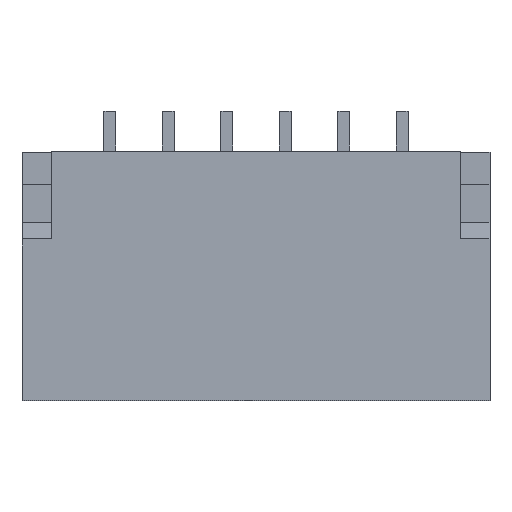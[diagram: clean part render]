
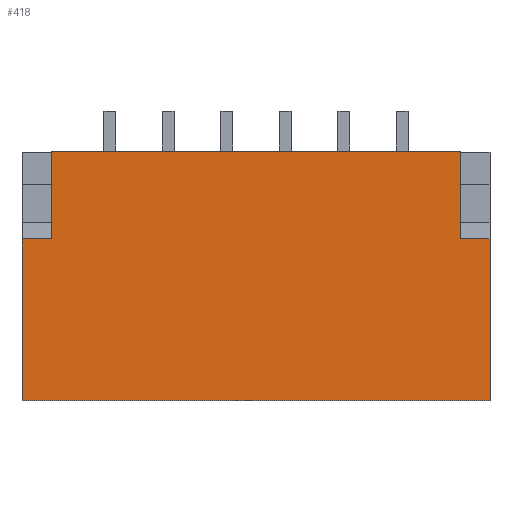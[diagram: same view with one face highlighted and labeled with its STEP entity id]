
A CAD part, top view. The second image highlights one B-rep face of the part: STEP entity #418.
In plain terms, the highlighted planar face has unit normal (0, 0, 1).
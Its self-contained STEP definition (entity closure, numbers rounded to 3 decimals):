
#27=VECTOR('',#28,1.);
#28=DIRECTION('',(0.,-1.,0.));
#35=DIRECTION('',(0.,0.,1.));
#53=VERTEX_POINT('',#54);
#54=CARTESIAN_POINT('',(-4.,0.286,2.96));
#58=ORIENTED_EDGE('',*,*,#59,.T.);
#59=EDGE_CURVE('',#53,#60,#62,.T.);
#60=VERTEX_POINT('',#61);
#61=CARTESIAN_POINT('',(-4.,-2.475,2.96));
#62=LINE('',#63,#27);
#63=CARTESIAN_POINT('',(-4.,1.775,2.96));
#75=VECTOR('',#76,1.);
#76=DIRECTION('',(0.,1.,0.));
#94=DIRECTION('',(1.,0.,0.));
#110=VECTOR('',#94,1.);
#349=VERTEX_POINT('',#350);
#350=CARTESIAN_POINT('',(4.,-2.475,2.96));
#354=EDGE_CURVE('',#60,#349,#355,.T.);
#355=LINE('',#61,#110);
#418=ADVANCED_FACE('',(#419),#451,.T.);
#419=FACE_BOUND('',#420,.T.);
#420=EDGE_LOOP('',(#421,#428,#433,#58,#436,#437,#443,#448));
#421=ORIENTED_EDGE('',*,*,#422,.F.);
#422=EDGE_CURVE('',#423,#425,#427,.T.);
#423=VERTEX_POINT('',#424);
#424=CARTESIAN_POINT('',(-3.5,1.775,2.96));
#425=VERTEX_POINT('',#426);
#426=CARTESIAN_POINT('',(3.5,1.775,2.96));
#427=LINE('',#63,#110);
#428=ORIENTED_EDGE('',*,*,#429,.F.);
#429=EDGE_CURVE('',#430,#423,#432,.T.);
#430=VERTEX_POINT('',#431);
#431=CARTESIAN_POINT('',(-3.5,0.286,2.96));
#432=LINE('',#431,#75);
#433=ORIENTED_EDGE('',*,*,#434,.F.);
#434=EDGE_CURVE('',#53,#430,#435,.T.);
#435=LINE('',#54,#110);
#436=ORIENTED_EDGE('',*,*,#354,.T.);
#437=ORIENTED_EDGE('',*,*,#438,.F.);
#438=EDGE_CURVE('',#439,#349,#441,.T.);
#439=VERTEX_POINT('',#440);
#440=CARTESIAN_POINT('',(4.,0.286,2.96));
#441=LINE('',#442,#27);
#442=CARTESIAN_POINT('',(4.,1.775,2.96));
#443=ORIENTED_EDGE('',*,*,#444,.F.);
#444=EDGE_CURVE('',#445,#439,#447,.T.);
#445=VERTEX_POINT('',#446);
#446=CARTESIAN_POINT('',(3.5,0.286,2.96));
#447=LINE('',#446,#110);
#448=ORIENTED_EDGE('',*,*,#449,.T.);
#449=EDGE_CURVE('',#445,#425,#450,.T.);
#450=LINE('',#446,#75);
#451=PLANE('',#452);
#452=AXIS2_PLACEMENT_3D('',#63,#35,#28);
